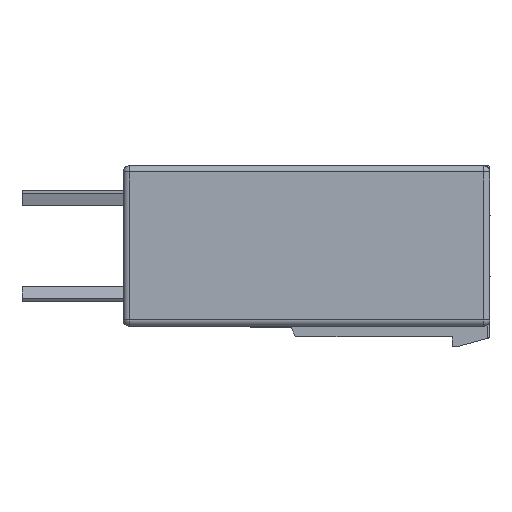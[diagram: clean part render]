
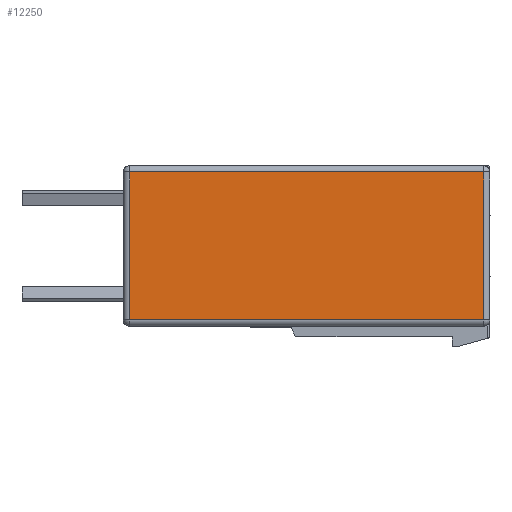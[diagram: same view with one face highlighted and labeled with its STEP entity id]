
A CAD part, front view. The second image highlights one B-rep face of the part: STEP entity #12250.
In plain terms, the highlighted planar face has unit normal (0, -1, 0).
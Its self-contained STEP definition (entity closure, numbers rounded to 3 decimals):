
#1343=DIRECTION('',(0.,0.,1.));
#1344=VECTOR('',#1343,11.7);
#1345=CARTESIAN_POINT('',(-10.65,-7.62,-5.244));
#1346=LINE('',#1345,#1344);
#1347=DIRECTION('',(1.,0.,0.));
#1348=VECTOR('',#1347,28.);
#1349=CARTESIAN_POINT('',(-10.65,-7.62,6.456));
#1350=LINE('',#1349,#1348);
#1351=DIRECTION('',(0.,0.,-1.));
#1352=VECTOR('',#1351,11.7);
#1353=CARTESIAN_POINT('',(17.35,-7.62,6.456));
#1354=LINE('',#1353,#1352);
#1355=DIRECTION('',(1.,0.,0.));
#1356=VECTOR('',#1355,28.);
#1357=CARTESIAN_POINT('',(-10.65,-7.62,-5.244));
#1358=LINE('',#1357,#1356);
#10244=CARTESIAN_POINT('',(-10.65,-7.62,-5.244));
#10245=CARTESIAN_POINT('',(-10.65,-7.62,6.456));
#10246=VERTEX_POINT('',#10244);
#10247=VERTEX_POINT('',#10245);
#10250=CARTESIAN_POINT('',(17.35,-7.62,6.456));
#10251=VERTEX_POINT('',#10250);
#10252=CARTESIAN_POINT('',(17.35,-7.62,-5.244));
#10253=VERTEX_POINT('',#10252);
#12237=CARTESIAN_POINT('',(17.85,-7.62,-5.744));
#12238=DIRECTION('',(0.,1.,0.));
#12239=DIRECTION('',(0.,0.,1.));
#12240=AXIS2_PLACEMENT_3D('',#12237,#12238,#12239);
#12241=PLANE('',#12240);
#12243=ORIENTED_EDGE('',*,*,#12242,.T.);
#12244=ORIENTED_EDGE('',*,*,#12203,.T.);
#12245=ORIENTED_EDGE('',*,*,#12227,.T.);
#12247=ORIENTED_EDGE('',*,*,#12246,.F.);
#12248=EDGE_LOOP('',(#12243,#12244,#12245,#12247));
#12249=FACE_OUTER_BOUND('',#12248,.F.);
#12250=ADVANCED_FACE('',(#12249),#12241,.F.);
#12203=EDGE_CURVE('',#10247,#10251,#1350,.T.);
#12227=EDGE_CURVE('',#10251,#10253,#1354,.T.);
#12242=EDGE_CURVE('',#10246,#10247,#1346,.T.);
#12246=EDGE_CURVE('',#10246,#10253,#1358,.T.);
